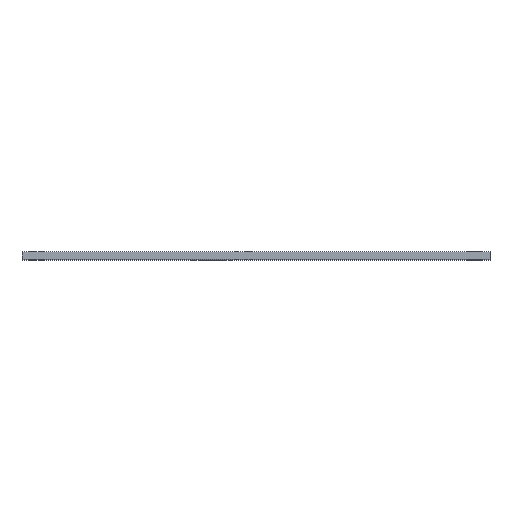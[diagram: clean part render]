
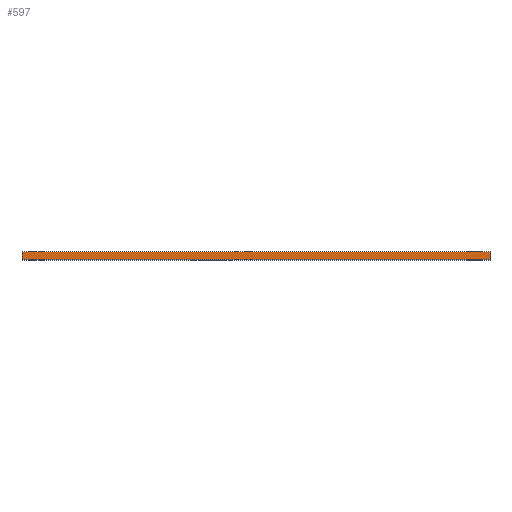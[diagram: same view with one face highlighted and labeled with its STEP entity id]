
A CAD part, top view. The second image highlights one B-rep face of the part: STEP entity #597.
In plain terms, the highlighted planar face has unit normal (0, 0, 1).
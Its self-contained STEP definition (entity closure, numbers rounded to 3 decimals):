
#25 = DIRECTION ( 'NONE',  ( 0., -1., 0. ) ) ;
#34 = CARTESIAN_POINT ( 'NONE',  ( 0., 0., 0. ) ) ;
#74 = DIRECTION ( 'NONE',  ( 0., -1., 0. ) ) ;
#95 = DIRECTION ( 'NONE',  ( 1., 0., 0. ) ) ;
#110 = EDGE_LOOP ( 'NONE', ( #504, #401, #394, #423 ) ) ;
#112 = CARTESIAN_POINT ( 'NONE',  ( 93.7, 0., 0. ) ) ;
#139 = VERTEX_POINT ( 'NONE', #677 ) ;
#150 = DIRECTION ( 'NONE',  ( -1., 0., 0. ) ) ;
#158 = VECTOR ( 'NONE', #95, 1000. ) ;
#160 = CARTESIAN_POINT ( 'NONE',  ( 0., 1.5, 0. ) ) ;
#218 = AXIS2_PLACEMENT_3D ( 'NONE', #643, #307, #150 ) ;
#256 = CARTESIAN_POINT ( 'NONE',  ( 0., 0., 0. ) ) ;
#260 = LINE ( 'NONE', #384, #420 ) ;
#284 = VECTOR ( 'NONE', #74, 1000. ) ;
#307 = DIRECTION ( 'NONE',  ( 0., 0., -1. ) ) ;
#343 = VERTEX_POINT ( 'NONE', #112 ) ;
#363 = VECTOR ( 'NONE', #515, 1000. ) ;
#380 = FACE_OUTER_BOUND ( 'NONE', #110, .T. ) ;
#384 = CARTESIAN_POINT ( 'NONE',  ( 93.7, 1.5, 0. ) ) ;
#394 = ORIENTED_EDGE ( 'NONE', *, *, #507, .F. ) ;
#401 = ORIENTED_EDGE ( 'NONE', *, *, #636, .F. ) ;
#420 = VECTOR ( 'NONE', #25, 1000. ) ;
#423 = ORIENTED_EDGE ( 'NONE', *, *, #498, .T. ) ;
#433 = LINE ( 'NONE', #34, #158 ) ;
#457 = LINE ( 'NONE', #637, #363 ) ;
#469 = LINE ( 'NONE', #530, #284 ) ;
#498 = EDGE_CURVE ( 'NONE', #715, #662, #469, .T. ) ;
#504 = ORIENTED_EDGE ( 'NONE', *, *, #568, .T. ) ;
#507 = EDGE_CURVE ( 'NONE', #715, #139, #457, .T. ) ;
#515 = DIRECTION ( 'NONE',  ( 1., 0., 0. ) ) ;
#530 = CARTESIAN_POINT ( 'NONE',  ( 0., 1.5, 0. ) ) ;
#568 = EDGE_CURVE ( 'NONE', #662, #343, #433, .T. ) ;
#597 = ADVANCED_FACE ( 'NONE', ( #380 ), #653, .F. ) ;
#636 = EDGE_CURVE ( 'NONE', #139, #343, #260, .T. ) ;
#637 = CARTESIAN_POINT ( 'NONE',  ( 0., 1.5, 0. ) ) ;
#643 = CARTESIAN_POINT ( 'NONE',  ( 0., 1.5, 0. ) ) ;
#653 = PLANE ( 'NONE',  #218 ) ;
#662 = VERTEX_POINT ( 'NONE', #256 ) ;
#677 = CARTESIAN_POINT ( 'NONE',  ( 93.7, 1.5, 0. ) ) ;
#715 = VERTEX_POINT ( 'NONE', #160 ) ;
